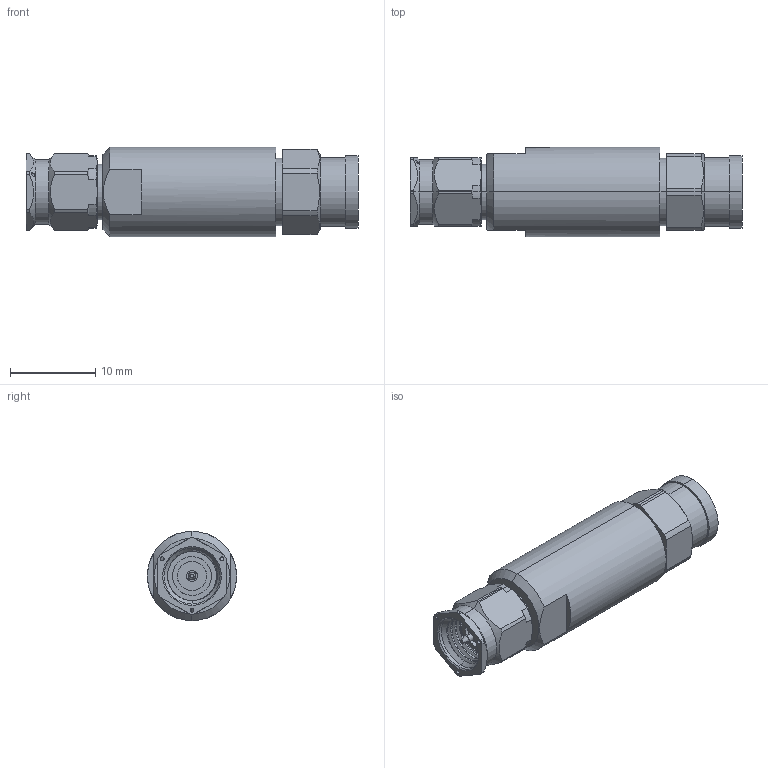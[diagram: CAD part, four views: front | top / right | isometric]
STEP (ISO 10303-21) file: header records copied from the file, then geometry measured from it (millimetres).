
FILE_DESCRIPTION (( 'STEP AP214' ), '1' );
FILE_NAME ('3190-2789(TC-MG200-SMC-LW-SS)_SD.STEP', '2020-12-08T07:51:17', ( '' ), ( '' ), 'SwSTEP 2.0', 'SolidWorks 2018', '' );
FILE_SCHEMA (( 'AUTOMOTIVE_DESIGN' ));
Length unit declared in the file: millimetre
Products named in the file (1): 3190-2789(TC-MG200-SMC-LW-SS)_SD
Bounding box: 39.05 x 10.5 x 10.5 mm (x, y, z)
Volume: 2632.5 mm3; surface area: 1713.6 mm2
Topology: 1 solids, 1 shells, 145 faces, 363 edges, 234 vertices
Faces by surface type: cylinder 73, plane 41, cone 29, bspline 2
Entity records: 5872 total; most frequent: CARTESIAN_POINT 2436, ORIENTED_EDGE 726, DIRECTION 681, EDGE_CURVE 363, AXIS2_PLACEMENT_3D 270, VERTEX_POINT 234, EDGE_LOOP 165, FACE_OUTER_BOUND 145
